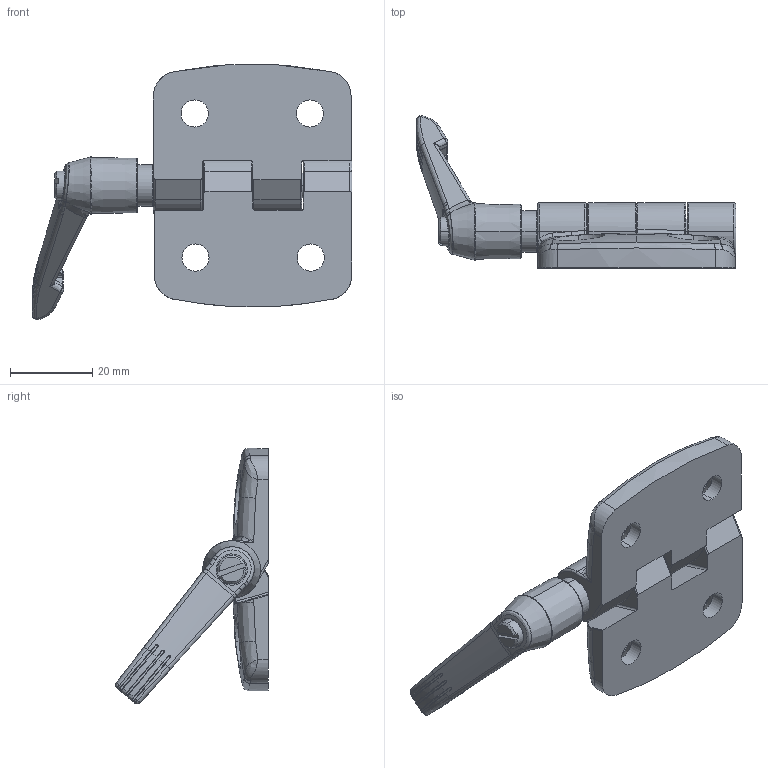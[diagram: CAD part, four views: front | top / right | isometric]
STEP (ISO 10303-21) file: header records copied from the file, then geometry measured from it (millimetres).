
FILE_DESCRIPTION (( 'STEP AP203' ), '1' );
FILE_NAME ('402601200_c_1.STEP', '2023-03-10T06:42:36', ( '' ), ( '' ), 'SwSTEP 2.0', 'SolidWorks 2014', '' );
FILE_SCHEMA (( 'CONFIG_CONTROL_DESIGN' ));
Length unit declared in the file: millimetre
Products named in the file (1): 402601200_c_1
Bounding box: 77.69 x 37.08 x 62.14 mm (x, y, z)
Volume: 26450.1 mm3; surface area: 15605 mm2
Topology: 6 solids, 6 shells, 430 faces, 1083 edges, 642 vertices
Faces by surface type: bspline 224, cylinder 103, plane 63, cone 40
Entity records: 19177 total; most frequent: CARTESIAN_POINT 10639, ORIENTED_EDGE 2110, DIRECTION 1330, EDGE_CURVE 1055, VERTEX_POINT 642, AXIS2_PLACEMENT_3D 558, EDGE_LOOP 453, FACE_OUTER_BOUND 430
